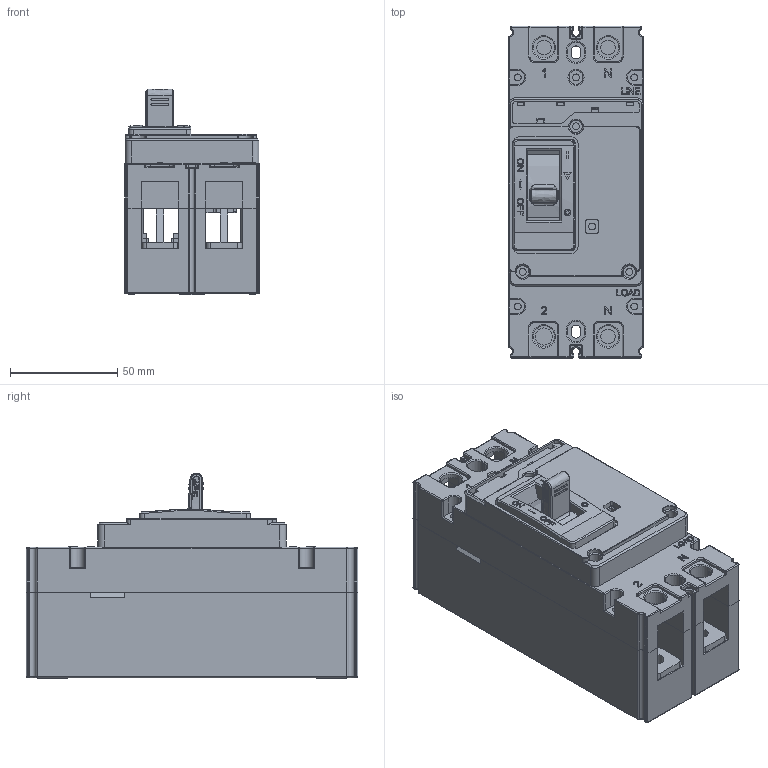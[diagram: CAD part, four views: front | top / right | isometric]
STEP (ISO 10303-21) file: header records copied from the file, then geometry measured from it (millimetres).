
FILE_DESCRIPTION(/* description */ (''),/* implementation_level */ '2;1');
FILE_NAME(/* name */ 'NXM-160S 2P.stp',/* time_stamp */ '2020-03-14T13:15:59+08:00',/* author */ (''),/* organization */ (''),/* preprocessor_version */ 'ST-DEVELOPER v11',/* originating_system */ 'SIEMENS PLM Software NX 7.5',/* authorisation */ '');
FILE_SCHEMA (('AUTOMOTIVE_DESIGN { 1 0 10303 214 1 1 1 1 }'));
Products named in the file (1): wyduCFBB5pm5
Bounding box: 63 x 155 x 96.16 mm (x, y, z)
Volume: 268499.4 mm3; surface area: 168598.7 mm2
Topology: 8 solids, 9 shells, 2921 faces, 7974 edges, 5095 vertices
Faces by surface type: plane 1742, cylinder 774, extrusion 144, torus 94, sphere 87, bspline 43, cone 37
Full cylindrical faces by diameter (mm): 2.9 x2, 3 x5, 3.2 x9, 3.5 x12, 4 x6, 4.5 x1, 5.2 x2, 5.3 x2, 5.5 x2, 5.8 x3, 6 x2, 6.2 x4, 6.5 x3, 6.8 x3, 8 x1, 8.5 x2, 9 x2, 10 x10, 13.5 x4
Entity records: 99305 total; most frequent: CARTESIAN_POINT 26394, ORIENTED_EDGE 15482, DIRECTION 14405, EDGE_CURVE 7741, VECTOR 5483, LINE 5339, VERTEX_POINT 5047, AXIS2_PLACEMENT_3D 4461
